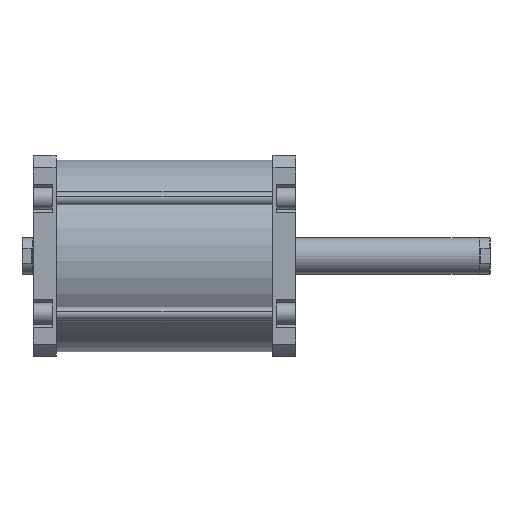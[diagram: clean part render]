
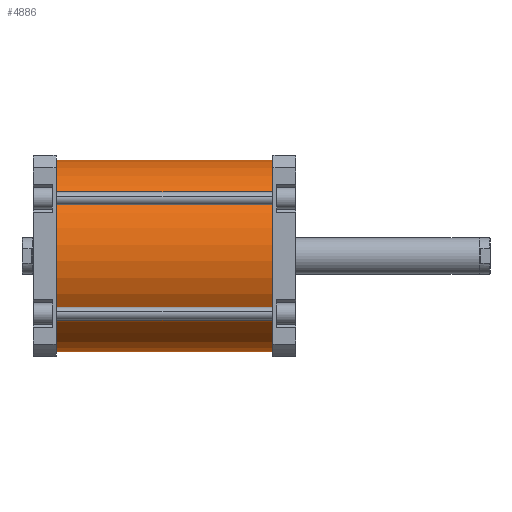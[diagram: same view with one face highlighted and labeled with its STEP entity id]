
A CAD part, front view. The second image highlights one B-rep face of the part: STEP entity #4886.
In plain terms, the highlighted cylindrical face has radius 105 mm (diameter 210 mm), a partial arc.
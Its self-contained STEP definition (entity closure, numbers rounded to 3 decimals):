
#561 = AXIS2_PLACEMENT_3D ( 'NONE', #2694, #2696, #2697 ) ;
#564 = AXIS2_PLACEMENT_3D ( 'NONE', #2695, #2702, #2703 ) ;
#780 = AXIS2_PLACEMENT_3D ( 'NONE', #3736, #3735, #3734 ) ;
#908 = EDGE_CURVE ( 'NONE', #1295, #1297, #5900, .T. ) ;
#910 = EDGE_CURVE ( 'NONE', #1296, #1298, #5903, .T. ) ;
#911 = EDGE_CURVE ( 'NONE', #1296, #1295, #5907, .T. ) ;
#913 = EDGE_CURVE ( 'NONE', #1298, #1297, #5911, .T. ) ;
#1130 = ORIENTED_EDGE ( 'NONE', *, *, #913, .T. ) ;
#1133 = ORIENTED_EDGE ( 'NONE', *, *, #910, .T. ) ;
#1134 = ORIENTED_EDGE ( 'NONE', *, *, #908, .F. ) ;
#1135 = ORIENTED_EDGE ( 'NONE', *, *, #911, .F. ) ;
#1295 = VERTEX_POINT ( 'NONE', #2852 ) ;
#1296 = VERTEX_POINT ( 'NONE', #2853 ) ;
#1297 = VERTEX_POINT ( 'NONE', #2854 ) ;
#1298 = VERTEX_POINT ( 'NONE', #2855 ) ;
#2677 = CARTESIAN_POINT ( 'NONE',  ( -105., 0., 237. ) ) ;
#2682 = CARTESIAN_POINT ( 'NONE',  ( 105., 0., 237. ) ) ;
#2689 = DIRECTION ( 'NONE',  ( 0., 0., -1. ) ) ;
#2693 = DIRECTION ( 'NONE',  ( 0., 0., -1. ) ) ;
#2694 = CARTESIAN_POINT ( 'NONE',  ( 0., 0., 237. ) ) ;
#2695 = CARTESIAN_POINT ( 'NONE',  ( 0., 0., 0. ) ) ;
#2696 = DIRECTION ( 'NONE',  ( 0., 0., 1. ) ) ;
#2697 = DIRECTION ( 'NONE',  ( 1., 0., 0. ) ) ;
#2702 = DIRECTION ( 'NONE',  ( 0., 0., 1. ) ) ;
#2703 = DIRECTION ( 'NONE',  ( 1., 0., 0. ) ) ;
#2852 = CARTESIAN_POINT ( 'NONE',  ( 105., 0., 237. ) ) ;
#2853 = CARTESIAN_POINT ( 'NONE',  ( -105., 0., 237. ) ) ;
#2854 = CARTESIAN_POINT ( 'NONE',  ( 105., 0., 0. ) ) ;
#2855 = CARTESIAN_POINT ( 'NONE',  ( -105., 0., 0. ) ) ;
#3734 = DIRECTION ( 'NONE',  ( -1., 0., 0. ) ) ;
#3735 = DIRECTION ( 'NONE',  ( 0., 0., -1. ) ) ;
#3736 = CARTESIAN_POINT ( 'NONE',  ( 0., 0., 237. ) ) ;
#4003 = FACE_OUTER_BOUND ( 'NONE', #4579, .T. ) ;
#4006 = CYLINDRICAL_SURFACE ( 'NONE', #780, 105. ) ;
#4579 = EDGE_LOOP ( 'NONE', ( #1134, #1135, #1133, #1130 ) ) ;
#4886 = ADVANCED_FACE ( 'NONE', ( #4003 ), #4006, .T. ) ;
#5890 = VECTOR ( 'NONE', #2689, 1000. ) ;
#5899 = VECTOR ( 'NONE', #2693, 1000. ) ;
#5900 = LINE ( 'NONE', #2682, #5890 ) ;
#5903 = LINE ( 'NONE', #2677, #5899 ) ;
#5907 = CIRCLE ( 'NONE', #561, 105. ) ;
#5911 = CIRCLE ( 'NONE', #564, 105. ) ;
